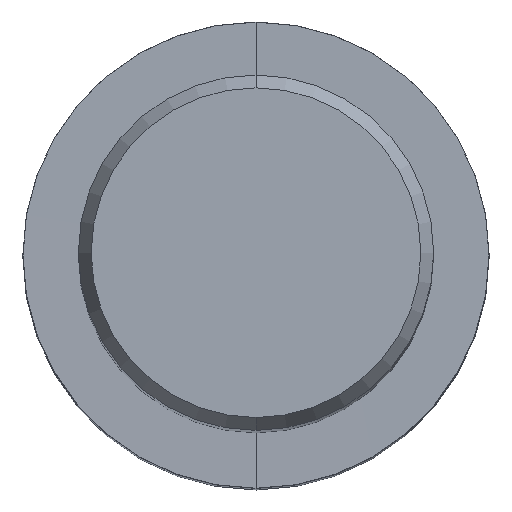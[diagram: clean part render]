
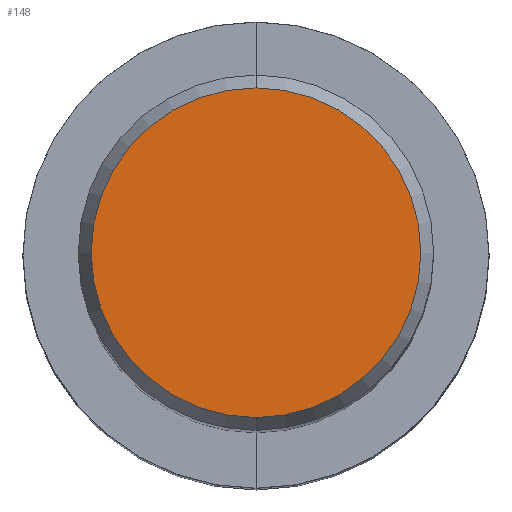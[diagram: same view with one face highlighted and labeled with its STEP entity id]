
A CAD part, top view. The second image highlights one B-rep face of the part: STEP entity #148.
In plain terms, the highlighted planar face has unit normal (0, 0, 1).
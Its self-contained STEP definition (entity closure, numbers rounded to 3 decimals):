
#80=EDGE_CURVE('',#128,#86,#193,.T.);
#86=VERTEX_POINT('',#199);
#110=EDGE_CURVE('',#86,#128,#227,.T.);
#128=VERTEX_POINT('',#246);
#148=ADVANCED_FACE('',(#272),#273,.T.);
#193=CIRCLE('',#312,5.892);
#199=CARTESIAN_POINT('',(0.0,5.892,0.01));
#227=CIRCLE('',#355,5.892);
#246=CARTESIAN_POINT('',(0.,-5.892,0.01));
#272=FACE_OUTER_BOUND('',#405,.T.);
#273=PLANE('',#406);
#312=AXIS2_PLACEMENT_3D('',#444,#445,#446);
#355=AXIS2_PLACEMENT_3D('',#480,#481,#482);
#405=EDGE_LOOP('',(#548,#549));
#406=AXIS2_PLACEMENT_3D('',#550,#551,#552);
#444=CARTESIAN_POINT('',(0.0,0.0,0.01));
#445=DIRECTION('',(0.0,0.0,-1.0));
#446=DIRECTION('',(0.0,1.0,0.0));
#480=CARTESIAN_POINT('',(0.0,0.0,0.01));
#481=DIRECTION('',(0.0,0.0,-1.0));
#482=DIRECTION('',(0.0,1.0,0.0));
#548=ORIENTED_EDGE('',*,*,#110,.F.);
#549=ORIENTED_EDGE('',*,*,#80,.F.);
#550=CARTESIAN_POINT('',(0.0,2.946,0.01));
#551=DIRECTION('',(-0.0,0.0,1.0));
#552=DIRECTION('',(0.0,-1.0,0.0));
